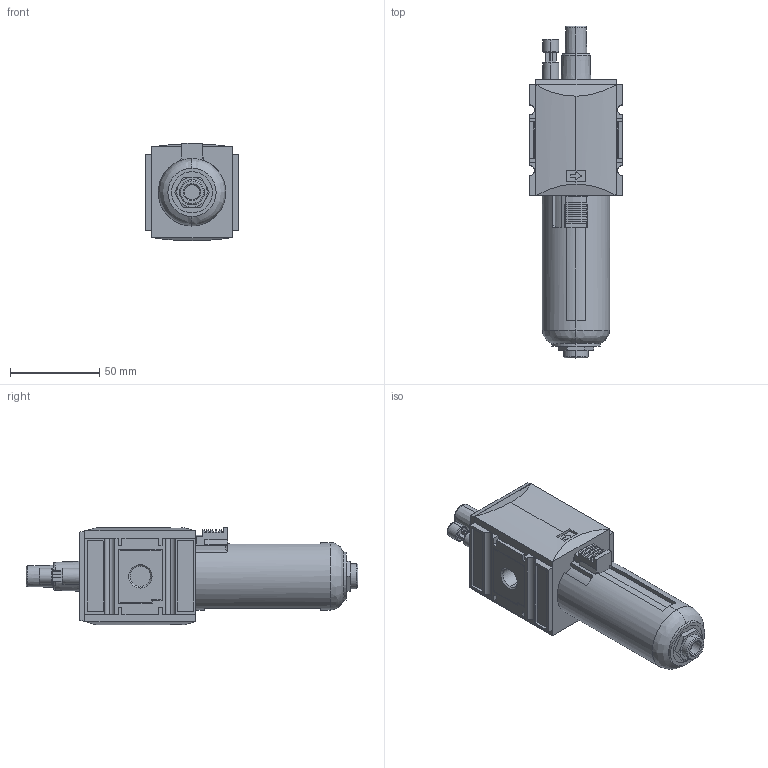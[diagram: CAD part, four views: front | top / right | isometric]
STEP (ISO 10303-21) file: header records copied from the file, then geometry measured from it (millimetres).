
FILE_DESCRIPTION (( 'STEP AP214' ), '1' );
FILE_NAME ('KN-KLUB114.STEP', '2018-08-29T11:37:18', ( '' ), ( '' ), 'SwSTEP 2.0', 'SolidWorks 2018', '' );
FILE_SCHEMA (( 'AUTOMOTIVE_DESIGN' ));
Length unit declared in the file: millimetre
Products named in the file (1): KN-KLUB114
Bounding box: 52 x 186 x 54.49 mm (x, y, z)
Volume: 262509.9 mm3; surface area: 37940.1 mm2
Topology: 2 solids, 2 shells, 349 faces, 907 edges, 590 vertices
Faces by surface type: plane 221, cylinder 90, cone 26, bspline 12
Entity records: 14714 total; most frequent: CARTESIAN_POINT 2181, ORIENTED_EDGE 1814, DIRECTION 1792, EDGE_CURVE 907, VECTOR 626, LINE 626, VERTEX_POINT 590, AXIS2_PLACEMENT_3D 583
